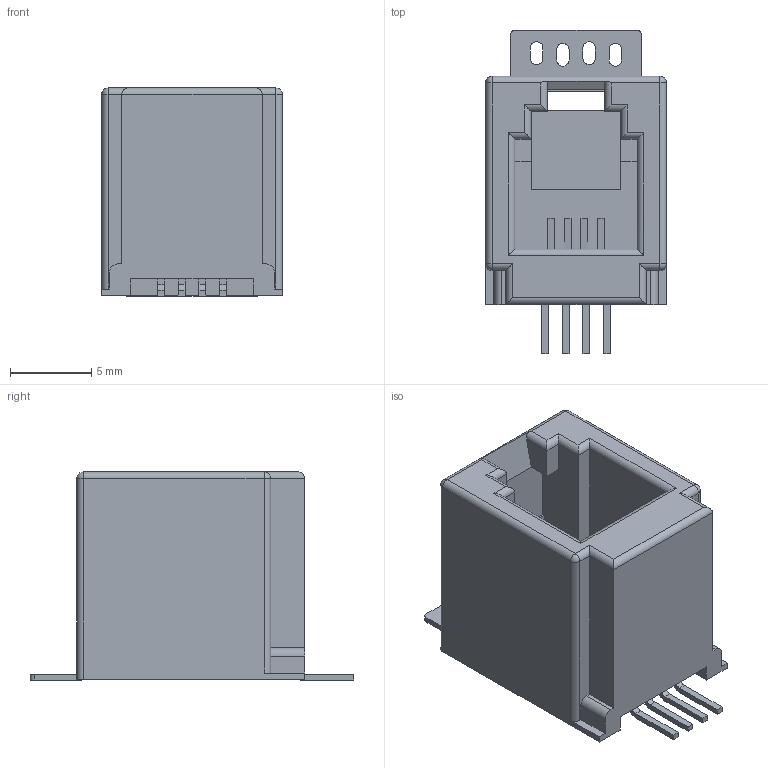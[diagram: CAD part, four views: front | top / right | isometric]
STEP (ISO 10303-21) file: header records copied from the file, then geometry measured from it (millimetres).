
FILE_DESCRIPTION (( 'STEP AP214' ), '1' );
FILE_NAME ('GTVX-SMT2-N-44_rA9.STEP', '2013-09-10T16:57:35', ( '' ), ( '' ), 'SwSTEP 2.0', 'SolidWorks 2012', '' );
FILE_SCHEMA (( 'AUTOMOTIVE_DESIGN' ));
Length unit declared in the file: millimetre
Products named in the file (1): GTVX-SMT2-N-44_rA9
Bounding box: 11.1 x 19.85 x 12.77 mm (x, y, z)
Volume: 1138.4 mm3; surface area: 1461.6 mm2
Topology: 1 solids, 1 shells, 163 faces, 453 edges, 290 vertices
Faces by surface type: plane 114, cylinder 45, sphere 4
Entity records: 6654 total; most frequent: CARTESIAN_POINT 957, ORIENTED_EDGE 898, DIRECTION 819, EDGE_CURVE 449, LINE 371, VECTOR 371, VERTEX_POINT 290, AXIS2_PLACEMENT_3D 224
